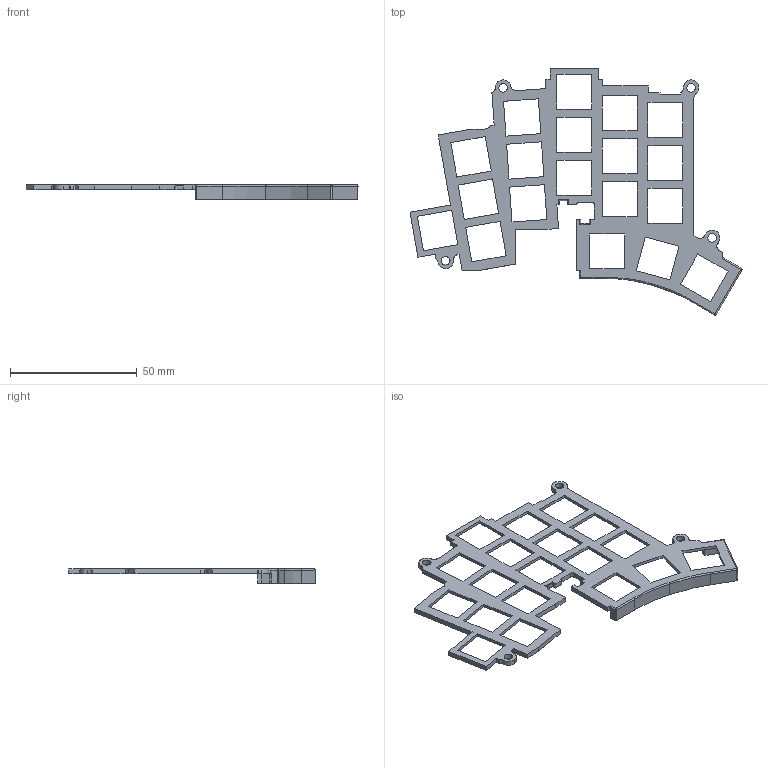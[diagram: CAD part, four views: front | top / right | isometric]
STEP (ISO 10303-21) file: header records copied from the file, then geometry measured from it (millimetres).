
FILE_DESCRIPTION (( 'STEP AP214' ), '1' );
FILE_NAME ('totem_ble_no_logo-left_plate.STEP', '2024-11-19T09:12:32', ( '' ), ( '' ), 'SwSTEP 2.0', 'SolidWorks 2024', '' );
FILE_SCHEMA (( 'AUTOMOTIVE_DESIGN' ));
Length unit declared in the file: millimetre
Products named in the file (1): totem_ble_no_logo-left_plate
Bounding box: 131.12 x 97.31 x 5.65 mm (x, y, z)
Volume: 6592.6 mm3; surface area: 11151.7 mm2
Topology: 1 solids, 1 shells, 303 faces, 828 edges, 544 vertices
Faces by surface type: plane 239, cylinder 54, bspline 6, sphere 4
Entity records: 9685 total; most frequent: CARTESIAN_POINT 1886, ORIENTED_EDGE 1650, DIRECTION 1495, EDGE_CURVE 825, LINE 711, VECTOR 711, VERTEX_POINT 543, AXIS2_PLACEMENT_3D 392
